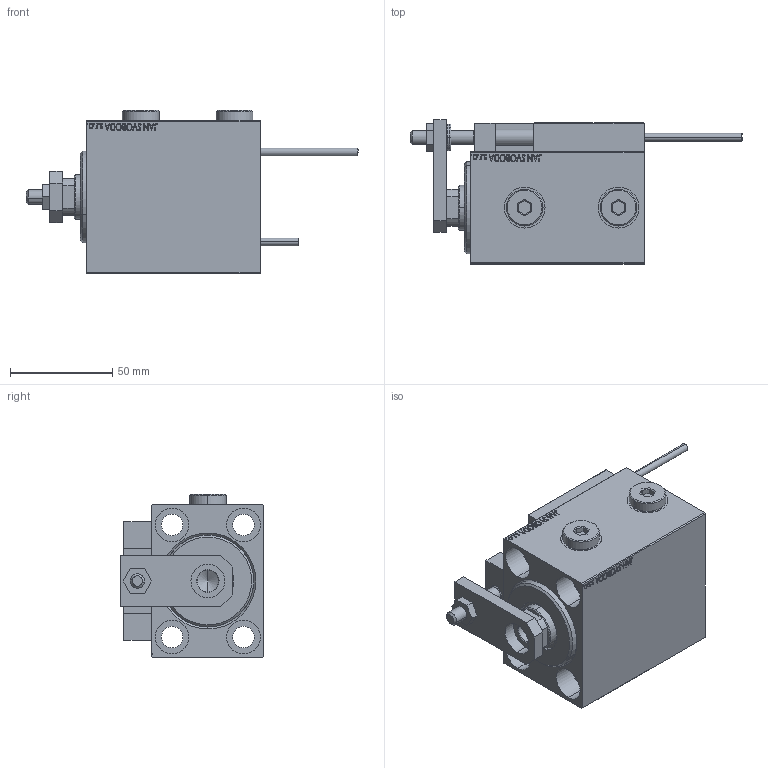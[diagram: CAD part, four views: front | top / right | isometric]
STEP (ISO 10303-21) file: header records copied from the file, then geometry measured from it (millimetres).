
FILE_DESCRIPTION (( 'STEP AP203' ), '1' );
FILE_NAME ('8fe4.STEP', '2024-02-13T04:46:10', ( '' ), ( '' ), 'SwSTEP 2.0', 'SolidWorks 2019', '' );
FILE_SCHEMA (( 'CONFIG_CONTROL_DESIGN' ));
Length unit declared in the file: millimetre
Products named in the file (16): ALLEN BOLT D5 0ba507f7e4b6863cd10e0d0acc543c5c; MAGNET 0ba507f7e4b6863cd10e0d0acc543c5c; SWITCH X 0ba507f7e4b6863cd10e0d0acc543c5c; Zatka_OIL_PORT 0ba507f7e4b6863cd10e0d0acc543c5c; V450CM_C_Body 0ba507f7e4b6863cd10e0d0acc543c5c; ZARAZKA 0ba507f7e4b6863cd10e0d0acc543c5c; V450CM_C_VCP 0ba507f7e4b6863cd10e0d0acc543c5c; KONCOVKA 0ba507f7e4b6863cd10e0d0acc543c5c; 8fe4; SWITCH DIM B,W 0ba507f7e4b6863cd10e0d0acc543c5c; NUT_D12 0ba507f7e4b6863cd10e0d0acc543c5c; ALLEN BOLT D8 0ba507f7e4b6863cd10e0d0acc543c5c; Block 0ba507f7e4b6863cd10e0d0acc543c5c; SWITCH_X_FRONT_BACK 0ba507f7e4b6863cd10e0d0acc543c5c; V450CM_VC_B 0ba507f7e4b6863cd10e0d0acc543c5c; TYC_L79 0ba507f7e4b6863cd10e0d0acc543c5c
Assembly tree (26 placements, depth 3):
  8fe4
    V450CM_C_Body 0ba507f7e4b6863cd10e0d0acc543c5c
    SWITCH X 0ba507f7e4b6863cd10e0d0acc543c5c
      SWITCH_X_FRONT_BACK 0ba507f7e4b6863cd10e0d0acc543c5c  x2
      TYC_L79 0ba507f7e4b6863cd10e0d0acc543c5c
      Block 0ba507f7e4b6863cd10e0d0acc543c5c  x2
      ALLEN BOLT D5 0ba507f7e4b6863cd10e0d0acc543c5c  x4
      ALLEN BOLT D8 0ba507f7e4b6863cd10e0d0acc543c5c  x4
      MAGNET 0ba507f7e4b6863cd10e0d0acc543c5c  x2
      KONCOVKA 0ba507f7e4b6863cd10e0d0acc543c5c  x2
    NUT_D12 0ba507f7e4b6863cd10e0d0acc543c5c
    SWITCH DIM B,W 0ba507f7e4b6863cd10e0d0acc543c5c
    ZARAZKA 0ba507f7e4b6863cd10e0d0acc543c5c
    V450CM_C_VCP 0ba507f7e4b6863cd10e0d0acc543c5c
    V450CM_VC_B 0ba507f7e4b6863cd10e0d0acc543c5c
    Zatka_OIL_PORT 0ba507f7e4b6863cd10e0d0acc543c5c  x2
Bounding box: 162.7 x 70.5 x 79.9 mm (x, y, z)
Volume: 345738.9 mm3; surface area: 93275.7 mm2
Topology: 25 solids, 25 shells, 1336 faces, 3188 edges, 2035 vertices
Faces by surface type: plane 594, bspline 380, cylinder 204, cone 110, torus 44, sphere 4
Entity records: 51504 total; most frequent: CARTESIAN_POINT 26291, ORIENTED_EDGE 5316, DIRECTION 3634, EDGE_CURVE 2658, VERTEX_POINT 1735, VECTOR 1534, LINE 1534, EDGE_LOOP 1235
